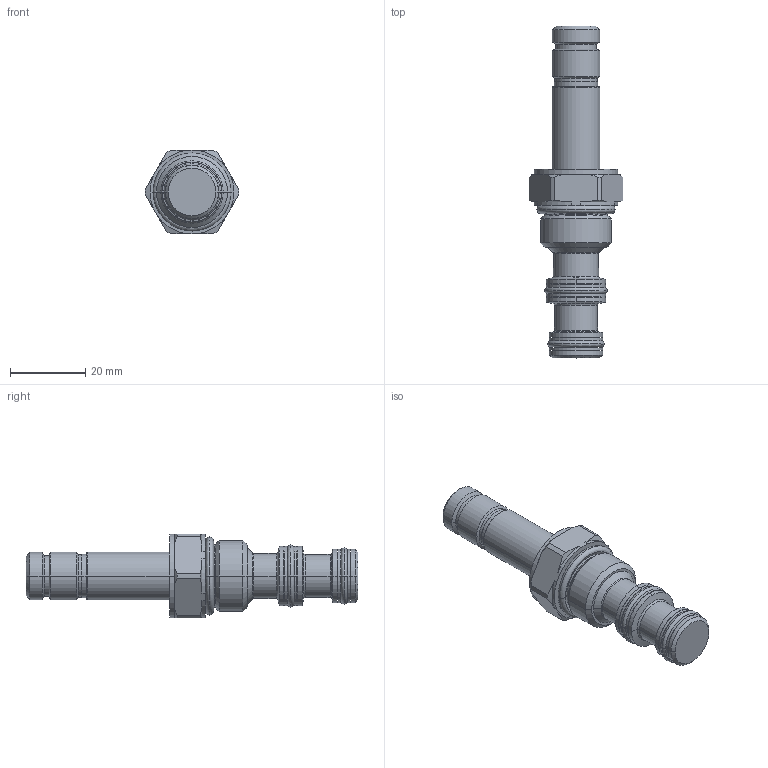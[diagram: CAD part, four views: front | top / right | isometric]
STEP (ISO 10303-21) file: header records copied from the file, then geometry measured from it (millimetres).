
FILE_DESCRIPTION((''),'2;1');
FILE_NAME('PRT0001','2009-02-24T',('JCS'),(''),'PRO/ENGINEER BY PARAMETRIC TECHNOLOGY CORPORATION, 2008010','PRO/ENGINEER BY PARAMETRIC TECHNOLOGY CORPORATION, 2008010','');
FILE_SCHEMA(('CONFIG_CONTROL_DESIGN'));
Length unit declared in the file: inch
Products named in the file (1): PRT0001
Bounding box: 24.94 x 88.32 x 22.23 mm (x, y, z)
Volume: 15855.4 mm3; surface area: 6848.4 mm2
Topology: 4 solids, 4 shells, 178 faces, 386 edges, 228 vertices
Faces by surface type: cylinder 64, cone 40, plane 26, torus 24, revolution 24
Entity records: 5300 total; most frequent: CARTESIAN_POINT 1294, DIRECTION 892, ORIENTED_EDGE 772, EDGE_CURVE 386, AXIS2_PLACEMENT_3D 376, VERTEX_POINT 228, CIRCLE 222, EDGE_LOOP 196
